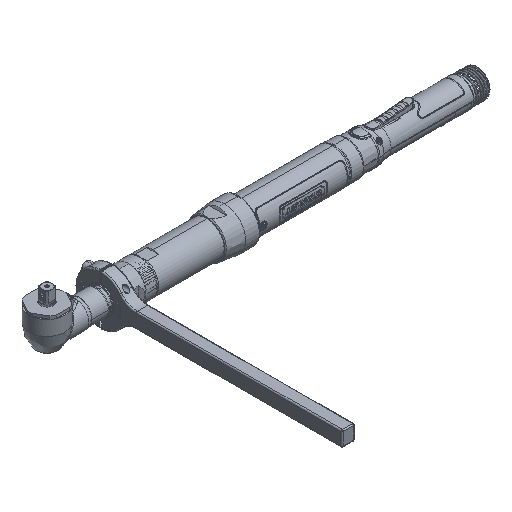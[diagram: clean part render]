
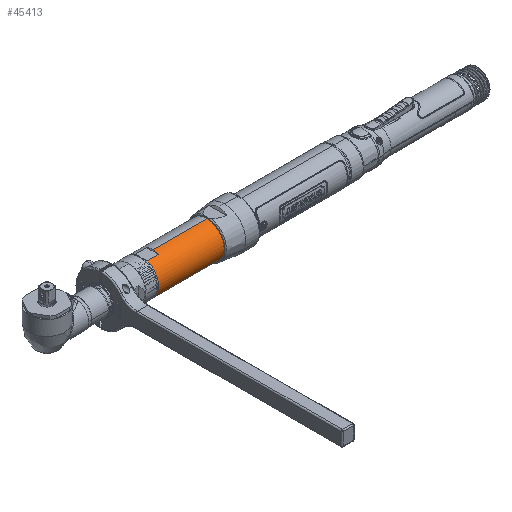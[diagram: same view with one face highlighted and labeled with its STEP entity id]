
A CAD part, isometric view. The second image highlights one B-rep face of the part: STEP entity #45413.
In plain terms, the highlighted cylindrical face has radius 21.844 mm (diameter 43.688 mm), a partial arc.
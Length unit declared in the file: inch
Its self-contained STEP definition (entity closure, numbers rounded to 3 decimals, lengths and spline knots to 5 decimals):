
#42876=CARTESIAN_POINT('',(-0.3595,0.,0.));
#42877=DIRECTION('',(1.,0.,0.));
#42878=DIRECTION('',(0.,0.,1.));
#42879=AXIS2_PLACEMENT_3D('',#42876,#42877,#42878);
#42881=DIRECTION('',(1.,0.,0.));
#42882=VECTOR('',#42881,3.32685);
#42883=CARTESIAN_POINT('',(-3.68635,0.,-0.86));
#42884=LINE('',#42883,#42882);
#42885=CARTESIAN_POINT('',(-4.2665,0.,0.));
#42886=DIRECTION('',(-1.,0.,0.));
#42887=DIRECTION('',(0.,-0.332,-0.943));
#42888=AXIS2_PLACEMENT_3D('',#42885,#42886,#42887);
#42890=DIRECTION('',(1.,0.,0.));
#42891=VECTOR('',#42890,3.32685);
#42892=CARTESIAN_POINT('',(-3.68635,0.,0.86));
#42893=LINE('',#42892,#42891);
#44007=DIRECTION('',(-1.,0.,0.));
#44008=VECTOR('',#44007,0.552);
#44009=CARTESIAN_POINT('',(-3.7145,-0.28544,0.81125));
#44010=LINE('',#44009,#44008);
#44049=CARTESIAN_POINT('',(-3.68635,0.,0.86));
#44055=CARTESIAN_POINT('',(-3.7145,-0.28544,0.81125));
#44056=CARTESIAN_POINT('',(-3.7052,-0.23966,
0.82735));
#44057=CARTESIAN_POINT('',(-3.69123,-0.14631,
0.85155));
#44058=CARTESIAN_POINT('',(-3.68635,-0.04941,0.86));
#44059=CARTESIAN_POINT('',(-3.68635,0.,0.86));
#44107=DIRECTION('',(-1.,0.,0.));
#44108=VECTOR('',#44107,0.552);
#44109=CARTESIAN_POINT('',(-3.7145,-0.28544,-0.81125));
#44110=LINE('',#44109,#44108);
#44119=CARTESIAN_POINT('',(-3.68635,0.,-0.86));
#44121=CARTESIAN_POINT('',(-3.68635,0.,-0.86));
#44122=CARTESIAN_POINT('',(-3.68635,-0.04941,-0.86));
#44123=CARTESIAN_POINT('',(-3.69123,-0.14631,
-0.85155));
#44124=CARTESIAN_POINT('',(-3.7052,-0.23966,
-0.82735));
#44125=CARTESIAN_POINT('',(-3.7145,-0.28544,-0.81125));
#45036=VERTEX_POINT('',#44049);
#45037=CARTESIAN_POINT('',(-3.7145,-0.28544,0.81125));
#45038=CARTESIAN_POINT('',(-4.2665,-0.28544,0.81125));
#45039=VERTEX_POINT('',#45037);
#45040=VERTEX_POINT('',#45038);
#45049=VERTEX_POINT('',#44119);
#45050=CARTESIAN_POINT('',(-3.7145,-0.28544,-0.81125));
#45051=CARTESIAN_POINT('',(-4.2665,-0.28544,-0.81125));
#45052=VERTEX_POINT('',#45050);
#45053=VERTEX_POINT('',#45051);
#45060=CARTESIAN_POINT('',(-0.3595,0.,-0.86));
#45061=CARTESIAN_POINT('',(-0.3595,0.,0.86));
#45062=VERTEX_POINT('',#45060);
#45063=VERTEX_POINT('',#45061);
#45392=CARTESIAN_POINT('',(0.24508,0.,0.));
#45393=DIRECTION('',(-1.,0.,0.));
#45394=DIRECTION('',(0.,0.,1.));
#45395=AXIS2_PLACEMENT_3D('',#45392,#45393,#45394);
#45396=CYLINDRICAL_SURFACE('',#45395,0.86);
#45398=ORIENTED_EDGE('',*,*,#45397,.T.);
#45399=ORIENTED_EDGE('',*,*,#45387,.F.);
#45401=ORIENTED_EDGE('',*,*,#45400,.T.);
#45403=ORIENTED_EDGE('',*,*,#45402,.T.);
#45405=ORIENTED_EDGE('',*,*,#45404,.T.);
#45407=ORIENTED_EDGE('',*,*,#45406,.F.);
#45409=ORIENTED_EDGE('',*,*,#45408,.T.);
#45410=ORIENTED_EDGE('',*,*,#45375,.T.);
#45411=EDGE_LOOP('',(#45398,#45399,#45401,#45403,#45405,#45407,#45409,#45410));
#45412=FACE_OUTER_BOUND('',#45411,.F.);
#45413=ADVANCED_FACE('',(#45412),#45396,.T.);
#42880=CIRCLE('',#42879,0.86);
#42889=CIRCLE('',#42888,0.86);
#44060=B_SPLINE_CURVE_WITH_KNOTS('',3,(#44055,#44056,#44057,#44058,#44059),
.UNSPECIFIED.,.F.,.F.,(4,1,4),(0.,0.5,1.),.UNSPECIFIED.);
#44126=B_SPLINE_CURVE_WITH_KNOTS('',3,(#44121,#44122,#44123,#44124,#44125),
.UNSPECIFIED.,.F.,.F.,(4,1,4),(0.,0.5,1.),.UNSPECIFIED.);
#45375=EDGE_CURVE('',#45036,#45063,#42893,.T.);
#45387=EDGE_CURVE('',#45049,#45062,#42884,.T.);
#45397=EDGE_CURVE('',#45063,#45062,#42880,.T.);
#45400=EDGE_CURVE('',#45049,#45052,#44126,.T.);
#45402=EDGE_CURVE('',#45052,#45053,#44110,.T.);
#45404=EDGE_CURVE('',#45053,#45040,#42889,.T.);
#45406=EDGE_CURVE('',#45039,#45040,#44010,.T.);
#45408=EDGE_CURVE('',#45039,#45036,#44060,.T.);
